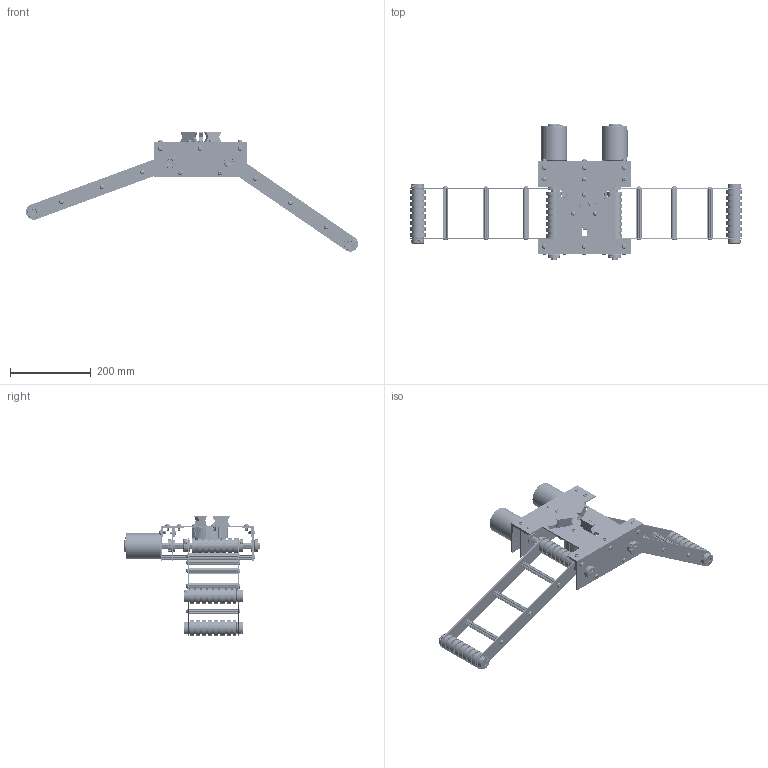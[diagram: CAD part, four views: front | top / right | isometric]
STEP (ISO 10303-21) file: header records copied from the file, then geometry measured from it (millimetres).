
FILE_DESCRIPTION(/* description */ (''),/* implementation_level */ '2;1');
FILE_NAME(/* name */ '1504_Deep_Space_Intake_Prototype_2.step',/* time_stamp */ '2019-01-12T11:54:44-05:00',/* author */ ('Zrohn'),/* organization */ (''),/* preprocessor_version */ 'ST-DEVELOPER v17.2',/* originating_system */ 'Autodesk Translation Framework v7.6.0.251',/* authorisation */ '');
FILE_SCHEMA (('AUTOMOTIVE_DESIGN { 1 0 10303 214 3 1 1 }'));
Length unit declared in the file: millimetre
Products named in the file (37): Full_Assembly; Arm_Assembly; 1/2"_Hex_Shaft_Collar; 1/2"_Hex_Shaft_Collar_1; 1/2"_Hex_Shaft_Collar_2; 1/2"_Hex_Shaft_Collar_3; Air_Gripper_Assembly; Air_Gripper_Body; Air_Gripper_Grip; Intake_Front_Plate; Intake_Top_Plate_Assembly; Intake_Top_Plate; Mini_Cim; Intake_Top_Bearing_Plate_Assembly; Arm_Assembly_1; Arms_Top/Bottom_Plate; 1/2"_5"_Churro_Tube; 0.5"_Hex_Shaft_Idle; 1/2"_Hex_Shaft_Collar_4; 1/2"_Hex_Shaft_Collar_5; 0.5"_Hex_Shaft_Drive; Belt_Hub; 1/2"_Hex_Shaft_Collar_6; 1/2"_Hex_Shaft_Collar_7; Intake_1"_Angle; Intake_Top_Bearing_Plate_Assembly_1; Intake_Top/Bottom_Bearing_Plate; 1/2"_Hex_Bore_Flange_Bearing; 1/2"_7.8"_Churro_Tube; 1/2"_1"_Churro_Tube; 1/2"_Hex_Shaft_Collar_8; 1/2"_Hex_Shaft_Collar_9; 1/2"_Hex_Shaft_Collar_10; 1/2"_Hex_Shaft_Collar_11; am-1238 Clamp Only; am-1238 Screw Only_91251A194; 1/4-20_1/2"_Button_Cap
Assembly tree (126 placements, depth 4):
  Full_Assembly
    Arm_Assembly
      Arms_Top/Bottom_Plate  x2
      1/2"_Hex_Bore_Flange_Bearing  x4
      1/2"_5"_Churro_Tube  x3
      1/4-20_1/2"_Button_Cap  x6
      0.5"_Hex_Shaft_Idle
      1/2"_Hex_Shaft_Collar
        am-1238 Clamp Only
        am-1238 Screw Only_91251A194
      1/2"_Hex_Shaft_Collar_1
        am-1238 Clamp Only
        am-1238 Screw Only_91251A194
      Belt_Hub  x2
      0.5"_Hex_Shaft_Drive
      1/2"_Hex_Shaft_Collar_2
        am-1238 Clamp Only
        am-1238 Screw Only_91251A194
      1/2"_Hex_Shaft_Collar_3
        am-1238 Clamp Only
        am-1238 Screw Only_91251A194
    Air_Gripper_Assembly
      Air_Gripper_Body
      Air_Gripper_Grip  x3
    Intake_Front_Plate
    Intake_Top_Plate_Assembly
      Mini_Cim  x2
      Intake_Top_Plate
    Intake_1"_Angle  x3
    Intake_Top_Bearing_Plate_Assembly
      1/2"_Hex_Bore_Flange_Bearing  x2
      Intake_Top/Bottom_Bearing_Plate
    Arm_Assembly_1
      Arms_Top/Bottom_Plate  x2
      1/2"_Hex_Bore_Flange_Bearing  x4
      1/2"_5"_Churro_Tube  x3
      1/4-20_1/2"_Button_Cap  x6
      0.5"_Hex_Shaft_Idle
      1/2"_Hex_Shaft_Collar_4
        am-1238 Clamp Only
        am-1238 Screw Only_91251A194
      1/2"_Hex_Shaft_Collar_5
        am-1238 Clamp Only
        am-1238 Screw Only_91251A194
      Belt_Hub  x2
      0.5"_Hex_Shaft_Drive
      1/2"_Hex_Shaft_Collar_6
        am-1238 Clamp Only
        am-1238 Screw Only_91251A194
      1/2"_Hex_Shaft_Collar_7
        am-1238 Clamp Only
        am-1238 Screw Only_91251A194
    Intake_Top_Bearing_Plate_Assembly_1
      1/2"_Hex_Bore_Flange_Bearing  x2
      Intake_Top/Bottom_Bearing_Plate
    1/2"_7.8"_Churro_Tube  x2
    1/2"_1"_Churro_Tube  x2
    1/2"_Hex_Shaft_Collar_8
      am-1238 Clamp Only
      am-1238 Screw Only_91251A194
Bounding box: 821.16 x 335.64 x 295.23 mm (x, y, z)
Volume: 2218402.9 mm3; surface area: 831304.8 mm2
Topology: 108 solids, 108 shells, 3623 faces, 9235 edges, 6083 vertices
Faces by surface type: cylinder 1678, plane 1311, cone 483, bspline 98, sphere 37, torus 16
Full cylindrical faces by diameter (mm): 3.134 x180, 4 x1, 4.039 x4, 4.166 x204, 4.7 x370, 5 x9, 5.5 x6, 5.867 x10, 6.35 x350, 6.858 x12, 7.112 x12, 8 x2, 8.636 x4, 10 x2, 11.1 x37, 19.05 x2, 20 x2, 27.94 x12, 28.575 x24, 30.074 x2, 30.575 x28, 31.115 x12, 38.575 x32, 52 x1, 63.754 x4, 64.008 x2
Entity records: 24095 total; most frequent: CARTESIAN_POINT 8378, DIRECTION 3179, ORIENTED_EDGE 2938, EDGE_CURVE 1469, AXIS2_PLACEMENT_3D 1161, VERTEX_POINT 993, LINE 857, VECTOR 857
